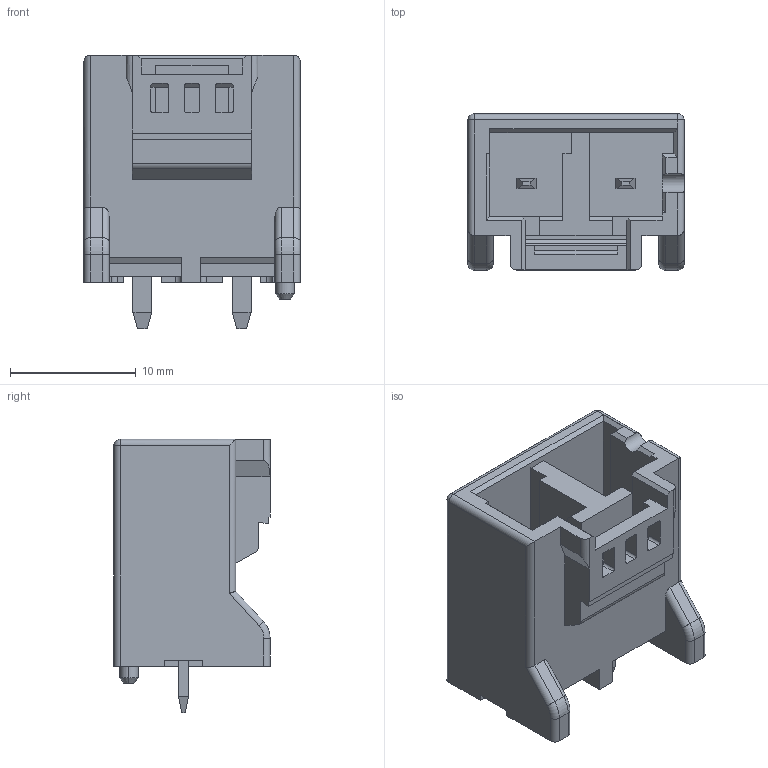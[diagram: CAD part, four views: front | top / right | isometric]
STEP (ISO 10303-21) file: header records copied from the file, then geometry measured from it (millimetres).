
FILE_DESCRIPTION(('FreeCAD Model'),'2;1');
FILE_NAME('DF22L-2P-7.92DSA.step', '2018-02-23T12:30:21',('kicad StepUp'),('ksu MCAD'), 'Open CASCADE STEP processor 6.8','FreeCAD','Unknown');
FILE_SCHEMA(('AUTOMOTIVE_DESIGN_CC2 { 1 2 10303 214 -1 1 5 4 }'));
Length unit declared in the file: millimetre
Products named in the file (1): DF22L-2P-7.92DSA
Bounding box: 17.22 x 12.45 x 21.8 mm (x, y, z)
Volume: 1868.1 mm3; surface area: 2501.7 mm2
Topology: 1 solids, 1 shells, 203 faces, 554 edges, 354 vertices
Faces by surface type: plane 153, cylinder 42, torus 4, sphere 2, cone 2
Entity records: 7241 total; most frequent: CARTESIAN_POINT 2074, ORIENTED_EDGE 1104, DIRECTION 1012, EDGE_CURVE 552, LINE 464, VECTOR 464, VERTEX_POINT 354, AXIS2_PLACEMENT_3D 274
